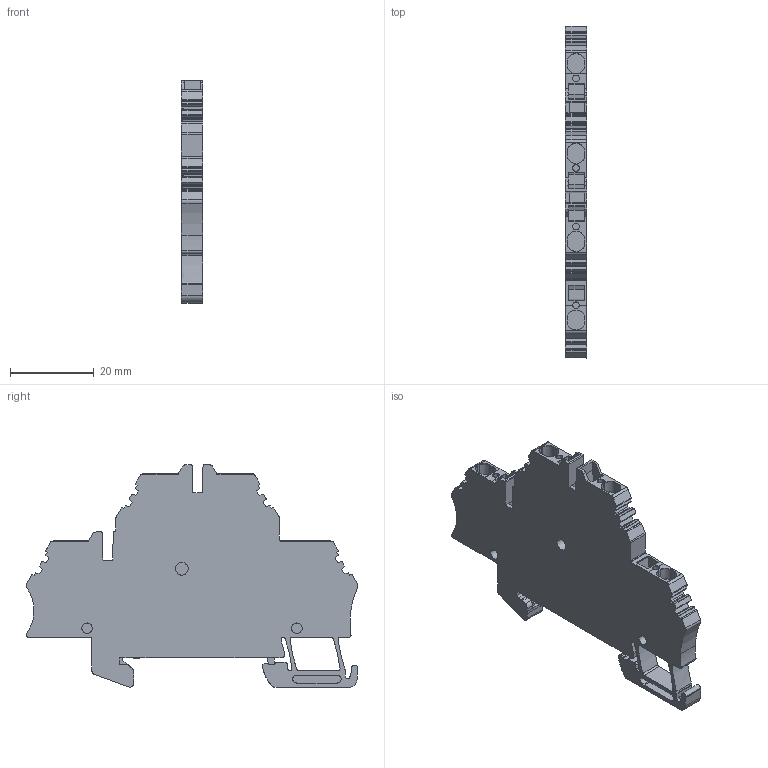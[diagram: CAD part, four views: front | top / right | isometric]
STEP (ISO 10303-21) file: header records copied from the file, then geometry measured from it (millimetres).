
FILE_DESCRIPTION(('CATIA V5 STEP Exchange','CAx-IF Rec.Pracs.--- Model Styling and Organization---1.5--- 2016-08-15','CAx-IF Rec.Pracs.---Supplemental Geometry---1.0---2011-11-01','CAx-IF Rec.Pracs.--- Composite Materials ---1.1---2010-07-15'),'2;1');
FILE_NAME ('018752-4_0', '2025-09-19T07:49:00+00:00', ('none'), ('Weidmueller'), 'CATIA Version 5-6 Release 2024 SP4', 'CATIA V5 STEP AP214 v3', 'none');
FILE_SCHEMA(('AUTOMOTIVE_DESIGN { 1 0 10303 214 1 1 1 1 }'));
Length unit declared in the file: millimetre
Products named in the file (1): 1689980000_ZDK_2-5N-PE
Bounding box: 5.1 x 79.06 x 52.98 mm (x, y, z)
Volume: 12216.5 mm3; surface area: 8869.1 mm2
Topology: 11 solids, 12 shells, 706 faces, 1932 edges, 1270 vertices
Faces by surface type: plane 398, cylinder 191, extrusion 117
Entity records: 22920 total; most frequent: CARTESIAN_POINT 5775, ORIENTED_EDGE 3864, DIRECTION 2817, EDGE_CURVE 1932, VECTOR 1538, LINE 1421, VERTEX_POINT 1270, AXIS2_PLACEMENT_3D 826
